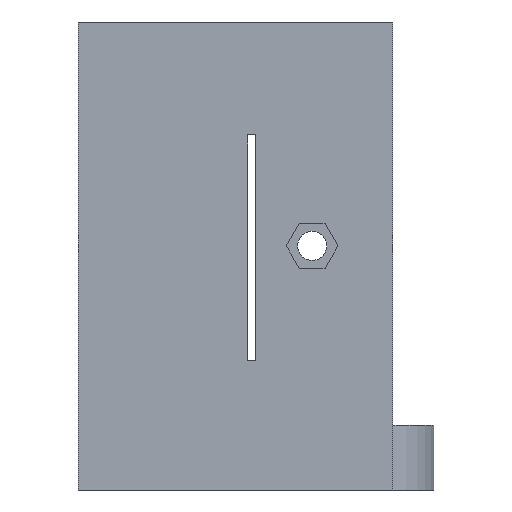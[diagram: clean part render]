
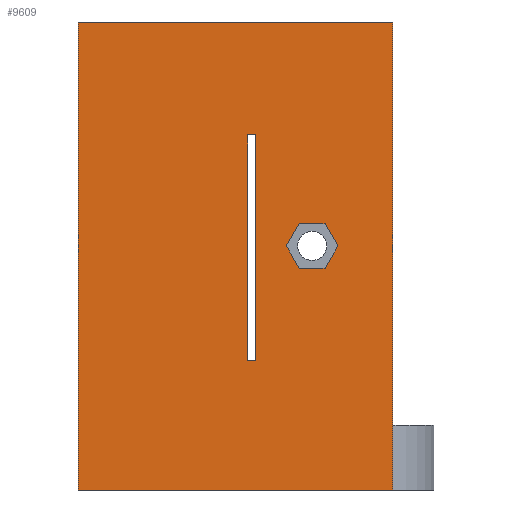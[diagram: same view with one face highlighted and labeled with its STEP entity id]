
A CAD part, left-side view. The second image highlights one B-rep face of the part: STEP entity #9609.
In plain terms, the highlighted planar face has unit normal (-1, 0, 0).
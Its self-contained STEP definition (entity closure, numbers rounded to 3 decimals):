
#133=PLANE('',#10503);
#677=FACE_BOUND('',#3714,.T.);
#678=FACE_BOUND('',#3715,.T.);
#1490=LINE('',#32274,#1879);
#1491=LINE('',#32276,#1880);
#1492=LINE('',#32278,#1881);
#1493=LINE('',#32279,#1882);
#1494=LINE('',#32282,#1883);
#1495=LINE('',#32284,#1884);
#1496=LINE('',#32286,#1885);
#1497=LINE('',#32287,#1886);
#1498=LINE('',#32290,#1887);
#1499=LINE('',#32292,#1888);
#1500=LINE('',#32294,#1889);
#1501=LINE('',#32296,#1890);
#1502=LINE('',#32298,#1891);
#1503=LINE('',#32299,#1892);
#1879=VECTOR('',#12358,1.);
#1880=VECTOR('',#12359,1.);
#1881=VECTOR('',#12360,1.);
#1882=VECTOR('',#12361,1.);
#1883=VECTOR('',#12362,1.);
#1884=VECTOR('',#12363,1.);
#1885=VECTOR('',#12364,1.);
#1886=VECTOR('',#12365,1.);
#1887=VECTOR('',#12366,1.);
#1888=VECTOR('',#12367,1.);
#1889=VECTOR('',#12368,1.);
#1890=VECTOR('',#12369,1.);
#1891=VECTOR('',#12370,1.);
#1892=VECTOR('',#12371,1.);
#2721=FACE_OUTER_BOUND('',#3713,.T.);
#3713=EDGE_LOOP('',(#8556,#8557,#8558,#8559));
#3714=EDGE_LOOP('',(#8560,#8561,#8562,#8563));
#3715=EDGE_LOOP('',(#8564,#8565,#8566,#8567,#8568,#8569));
#5054=VERTEX_POINT('',#32272);
#5055=VERTEX_POINT('',#32273);
#5056=VERTEX_POINT('',#32275);
#5057=VERTEX_POINT('',#32277);
#5058=VERTEX_POINT('',#32280);
#5059=VERTEX_POINT('',#32281);
#5060=VERTEX_POINT('',#32283);
#5061=VERTEX_POINT('',#32285);
#5062=VERTEX_POINT('',#32288);
#5063=VERTEX_POINT('',#32289);
#5064=VERTEX_POINT('',#32291);
#5065=VERTEX_POINT('',#32293);
#5066=VERTEX_POINT('',#32295);
#5067=VERTEX_POINT('',#32297);
#6258=EDGE_CURVE('',#5054,#5055,#1490,.T.);
#6259=EDGE_CURVE('',#5055,#5056,#1491,.T.);
#6260=EDGE_CURVE('',#5057,#5056,#1492,.T.);
#6261=EDGE_CURVE('',#5054,#5057,#1493,.T.);
#6262=EDGE_CURVE('',#5058,#5059,#1494,.T.);
#6263=EDGE_CURVE('',#5058,#5060,#1495,.T.);
#6264=EDGE_CURVE('',#5060,#5061,#1496,.T.);
#6265=EDGE_CURVE('',#5059,#5061,#1497,.T.);
#6266=EDGE_CURVE('',#5062,#5063,#1498,.T.);
#6267=EDGE_CURVE('',#5064,#5062,#1499,.T.);
#6268=EDGE_CURVE('',#5065,#5064,#1500,.T.);
#6269=EDGE_CURVE('',#5066,#5065,#1501,.T.);
#6270=EDGE_CURVE('',#5067,#5066,#1502,.T.);
#6271=EDGE_CURVE('',#5063,#5067,#1503,.T.);
#8556=ORIENTED_EDGE('',*,*,#6258,.T.);
#8557=ORIENTED_EDGE('',*,*,#6259,.T.);
#8558=ORIENTED_EDGE('',*,*,#6260,.F.);
#8559=ORIENTED_EDGE('',*,*,#6261,.F.);
#8560=ORIENTED_EDGE('',*,*,#6262,.F.);
#8561=ORIENTED_EDGE('',*,*,#6263,.T.);
#8562=ORIENTED_EDGE('',*,*,#6264,.T.);
#8563=ORIENTED_EDGE('',*,*,#6265,.F.);
#8564=ORIENTED_EDGE('',*,*,#6266,.F.);
#8565=ORIENTED_EDGE('',*,*,#6267,.F.);
#8566=ORIENTED_EDGE('',*,*,#6268,.F.);
#8567=ORIENTED_EDGE('',*,*,#6269,.F.);
#8568=ORIENTED_EDGE('',*,*,#6270,.F.);
#8569=ORIENTED_EDGE('',*,*,#6271,.F.);
#9609=ADVANCED_FACE('',(#2721,#677,#678),#133,.F.);
#10503=AXIS2_PLACEMENT_3D('',#32271,#12356,#12357);
#12356=DIRECTION('center_axis',(1.,0.,0.));
#12357=DIRECTION('ref_axis',(0.,0.,1.));
#12358=DIRECTION('',(0.,0.,1.));
#12359=DIRECTION('',(0.,1.,0.));
#12360=DIRECTION('',(0.,0.,1.));
#12361=DIRECTION('',(0.,1.,0.));
#12362=DIRECTION('',(0.,-1.,0.));
#12363=DIRECTION('',(0.,0.,1.));
#12364=DIRECTION('',(0.,-1.,0.));
#12365=DIRECTION('',(0.,0.,1.));
#12366=DIRECTION('',(0.,0.5,-0.866));
#12367=DIRECTION('',(0.,1.,0.));
#12368=DIRECTION('',(0.,0.5,0.866));
#12369=DIRECTION('',(0.,-0.5,0.866));
#12370=DIRECTION('',(0.,-1.,0.));
#12371=DIRECTION('',(0.,-0.5,-0.866));
#32271=CARTESIAN_POINT('Origin',(-23.5,-28.5,0.));
#32272=CARTESIAN_POINT('',(-23.5,-28.5,0.));
#32273=CARTESIAN_POINT('',(-23.5,-28.5,58.));
#32274=CARTESIAN_POINT('',(-23.5,-28.5,0.));
#32275=CARTESIAN_POINT('',(-23.5,10.5,58.));
#32276=CARTESIAN_POINT('',(-23.5,-28.5,58.));
#32277=CARTESIAN_POINT('',(-23.5,10.5,0.));
#32278=CARTESIAN_POINT('',(-23.5,10.5,0.));
#32279=CARTESIAN_POINT('',(-23.5,-28.5,0.));
#32280=CARTESIAN_POINT('',(-23.5,-10.5,16.));
#32281=CARTESIAN_POINT('',(-23.5,-11.5,16.));
#32282=CARTESIAN_POINT('',(-23.5,-20.,16.));
#32283=CARTESIAN_POINT('',(-23.5,-10.5,44.));
#32284=CARTESIAN_POINT('',(-23.5,-10.5,8.));
#32285=CARTESIAN_POINT('',(-23.5,-11.5,44.));
#32286=CARTESIAN_POINT('',(-23.5,-20.,44.));
#32287=CARTESIAN_POINT('',(-23.5,-11.5,8.));
#32288=CARTESIAN_POINT('',(-23.5,-16.9,33.021));
#32289=CARTESIAN_POINT('',(-23.5,-15.3,30.25));
#32290=CARTESIAN_POINT('',(-23.5,-11.201,23.15));
#32291=CARTESIAN_POINT('',(-23.5,-20.1,33.021));
#32292=CARTESIAN_POINT('',(-23.5,-24.3,33.021));
#32293=CARTESIAN_POINT('',(-23.5,-21.7,30.25));
#32294=CARTESIAN_POINT('',(-23.5,-29.099,17.434));
#32295=CARTESIAN_POINT('',(-23.5,-20.1,27.479));
#32296=CARTESIAN_POINT('',(-23.5,-15.201,18.993));
#32297=CARTESIAN_POINT('',(-23.5,-16.9,27.479));
#32298=CARTESIAN_POINT('',(-23.5,-22.7,27.479));
#32299=CARTESIAN_POINT('',(-23.5,-23.499,16.048));
